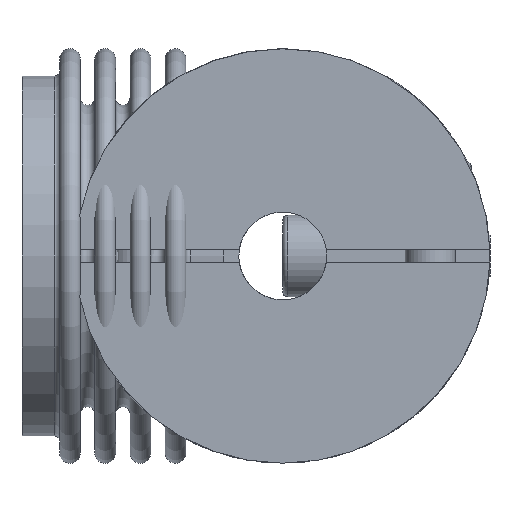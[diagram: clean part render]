
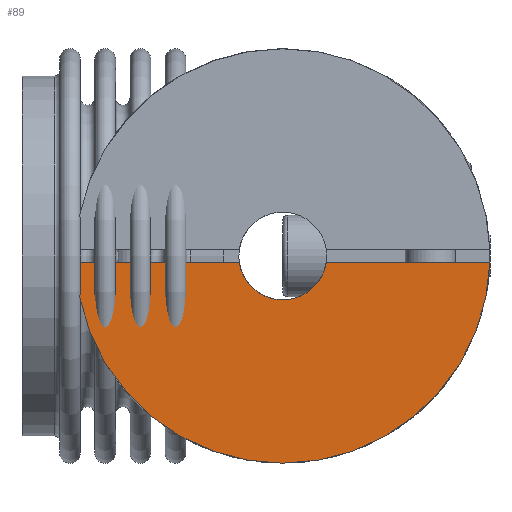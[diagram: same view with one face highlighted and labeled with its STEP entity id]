
A CAD part, front view. The second image highlights one B-rep face of the part: STEP entity #89.
In plain terms, the highlighted planar face has unit normal (0, -1, 0).
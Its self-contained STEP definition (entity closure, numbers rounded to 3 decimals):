
#89 = ADVANCED_FACE( '', ( #175 ), #176, .F. );
#175 = FACE_OUTER_BOUND( '', #293, .T. );
#176 = PLANE( '', #294 );
#293 = EDGE_LOOP( '', ( #476, #477, #478, #479 ) );
#294 = AXIS2_PLACEMENT_3D( '', #480, #481, #482 );
#476 = ORIENTED_EDGE( '', *, *, #786, .F. );
#477 = ORIENTED_EDGE( '', *, *, #787, .T. );
#478 = ORIENTED_EDGE( '', *, *, #788, .T. );
#479 = ORIENTED_EDGE( '', *, *, #789, .T. );
#480 = CARTESIAN_POINT( '', ( 0., -31., 0. ) );
#481 = DIRECTION( '', ( 0., 1., 0. ) );
#482 = DIRECTION( '', ( 0., 0., 1. ) );
#786 = EDGE_CURVE( '', #1019, #1020, #1021, .T. );
#787 = EDGE_CURVE( '', #1019, #1022, #1023, .T. );
#788 = EDGE_CURVE( '', #1022, #1024, #1025, .T. );
#789 = EDGE_CURVE( '', #1024, #1020, #1026, .T. );
#1019 = VERTEX_POINT( '', #1441 );
#1020 = VERTEX_POINT( '', #1442 );
#1021 = CIRCLE( '', #1443, 33. );
#1022 = VERTEX_POINT( '', #1444 );
#1023 = LINE( '', #1445, #1446 );
#1024 = VERTEX_POINT( '', #1447 );
#1025 = CIRCLE( '', #1448, 7. );
#1026 = LINE( '', #1449, #1450 );
#1441 = CARTESIAN_POINT( '', ( 32.985, -31., -1. ) );
#1442 = CARTESIAN_POINT( '', ( -32.985, -31., -1. ) );
#1443 = AXIS2_PLACEMENT_3D( '', #1922, #1923, #1924 );
#1444 = CARTESIAN_POINT( '', ( 6.928, -31., -1. ) );
#1445 = CARTESIAN_POINT( '', ( 0., -31., -1. ) );
#1446 = VECTOR( '', #1925, 1000. );
#1447 = CARTESIAN_POINT( '', ( -6.928, -31., -1. ) );
#1448 = AXIS2_PLACEMENT_3D( '', #1926, #1927, #1928 );
#1449 = CARTESIAN_POINT( '', ( 0., -31., -1. ) );
#1450 = VECTOR( '', #1929, 1000. );
#1922 = CARTESIAN_POINT( '', ( 0., -31., 0. ) );
#1923 = DIRECTION( '', ( 0., 1., 0. ) );
#1924 = DIRECTION( '', ( 1., 0., 0. ) );
#1925 = DIRECTION( '', ( -1., 0., 0. ) );
#1926 = CARTESIAN_POINT( '', ( 0., -31., 0. ) );
#1927 = DIRECTION( '', ( 0., 1., 0. ) );
#1928 = DIRECTION( '', ( 1., 0., 0. ) );
#1929 = DIRECTION( '', ( -1., 0., 0. ) );
